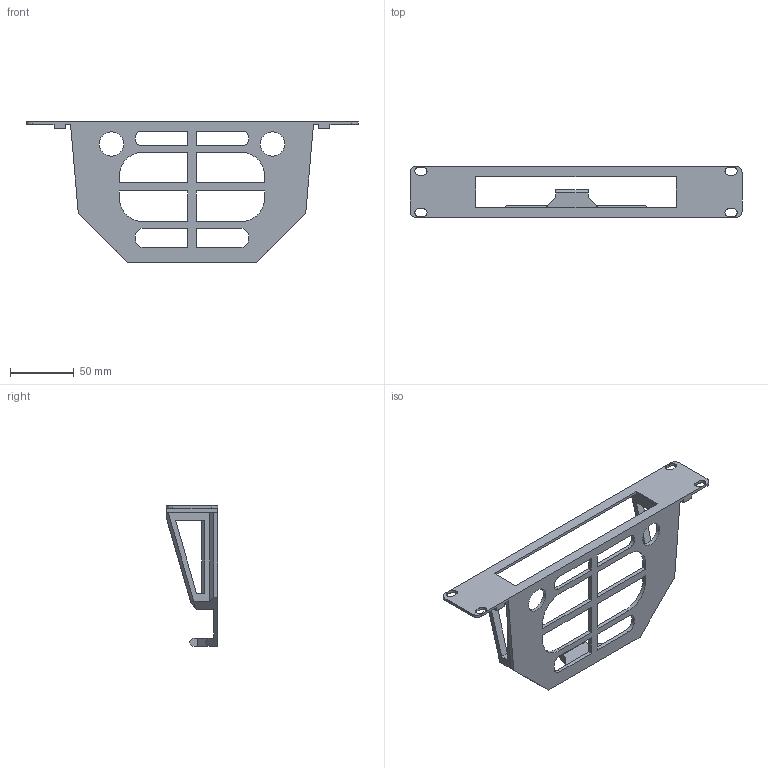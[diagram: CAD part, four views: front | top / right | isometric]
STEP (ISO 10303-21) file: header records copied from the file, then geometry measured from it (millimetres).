
FILE_DESCRIPTION(/* description */ ('STEP AP242','CAx-IF Rec.Pracs.---Representation and Presentation of Product Manufacturing Information (PMI)---4.0---2014-10-13','CAx-IF Rec.Pracs.---3D Tessellated Geometry---0.4---2014-09-14','2;1'),/* implementation_level */ '2;1');
FILE_NAME(/* name */ '639904622caf1a66d03d03ff',/* time_stamp */ '2022-12-13T23:01:55+00:00',/* author */ (''),/* organization */ (''),/* preprocessor_version */ 'ST-DEVELOPER v18.102',/* originating_system */ ' ',/* authorisation */ ' ');
FILE_SCHEMA (('AP242_MANAGED_MODEL_BASED_3D_ENGINEERING_MIM_LF { 1 0 10303 442 1 1 4 }'));
Length unit declared in the file: metre
Products named in the file (1): Part 1
Bounding box: 260.35 x 40.39 x 110.11 mm (x, y, z)
Volume: 72494.4 mm3; surface area: 49367.1 mm2
Topology: 1 solids, 1 shells, 137 faces, 403 edges, 268 vertices
Faces by surface type: plane 111, cylinder 26
Full cylindrical faces by diameter (mm): 19.05 x2
Entity records: 4575 total; most frequent: CARTESIAN_POINT 803, ORIENTED_EDGE 798, DIRECTION 727, EDGE_CURVE 399, LINE 347, VECTOR 347, VERTEX_POINT 266, AXIS2_PLACEMENT_3D 190
